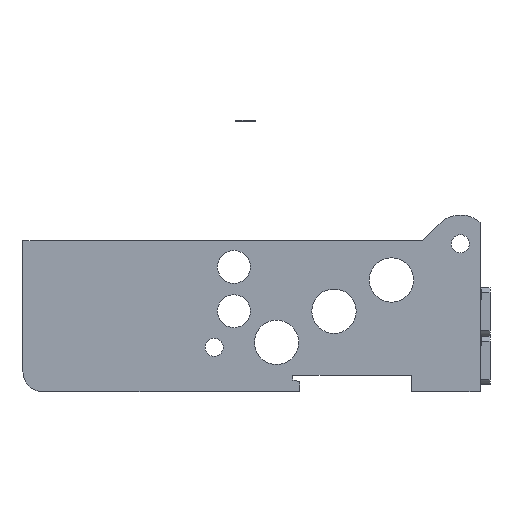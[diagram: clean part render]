
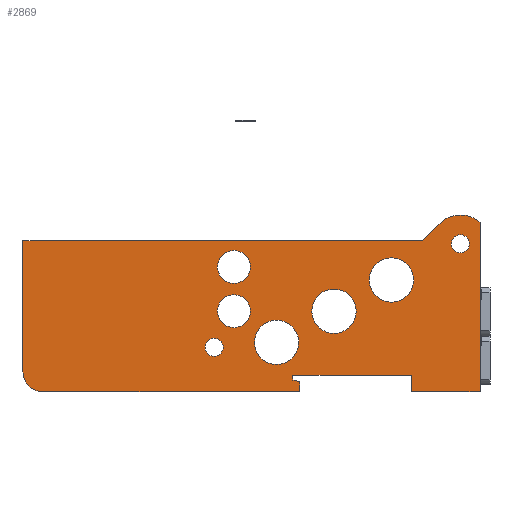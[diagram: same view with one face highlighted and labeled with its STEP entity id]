
A CAD part, front view. The second image highlights one B-rep face of the part: STEP entity #2869.
In plain terms, the highlighted planar face has unit normal (0, -1, 0).
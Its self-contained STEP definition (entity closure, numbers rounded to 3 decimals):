
#1231=CARTESIAN_POINT('',(0.,-9.5,51.437));
#1232=VERTEX_POINT('',#1231);
#1239=CARTESIAN_POINT('',(0.0,-9.5,0.0));
#1240=VERTEX_POINT('',#1239);
#1241=CARTESIAN_POINT('',(0.0,-9.5,51.437));
#1242=DIRECTION('',(0.0,0.0,-1.0));
#1243=VECTOR('',#1242,51.437);
#1244=LINE('',#1241,#1243);
#1245=EDGE_CURVE('',#1232,#1240,#1244,.T.);
#2516=CARTESIAN_POINT('',(-3.25,-9.5,45.0));
#2517=VERTEX_POINT('',#2516);
#2518=CARTESIAN_POINT('',(-6.,-9.5,45.0));
#2519=DIRECTION('',(0.0,1.0,0.0));
#2520=DIRECTION('',(1.0,0.0,0.0));
#2521=AXIS2_PLACEMENT_3D('',#2518,#2519,#2520);
#2522=CIRCLE('',#2521,2.75);
#2523=EDGE_CURVE('',#2517,#2517,#2522,.T.);
#2565=CARTESIAN_POINT('',(-78.25,-9.5,13.5));
#2566=VERTEX_POINT('',#2565);
#2567=CARTESIAN_POINT('',(-81.0,-9.5,13.5));
#2568=DIRECTION('',(0.0,1.0,0.0));
#2569=DIRECTION('',(1.0,0.0,0.0));
#2570=AXIS2_PLACEMENT_3D('',#2567,#2568,#2569);
#2571=CIRCLE('',#2570,2.75);
#2572=EDGE_CURVE('',#2566,#2566,#2571,.T.);
#2592=CARTESIAN_POINT('',(-55.0,-9.5,3.));
#2593=VERTEX_POINT('',#2592);
#2600=CARTESIAN_POINT('',(-55.0,-9.5,0.));
#2601=VERTEX_POINT('',#2600);
#2602=CARTESIAN_POINT('',(-55.0,-9.5,0.));
#2603=DIRECTION('',(0.0,0.0,1.0));
#2604=VECTOR('',#2603,3.0);
#2605=LINE('',#2602,#2604);
#2606=EDGE_CURVE('',#2601,#2593,#2605,.T.);
#2632=CARTESIAN_POINT('',(-21.,-9.5,0.));
#2633=VERTEX_POINT('',#2632);
#2640=CARTESIAN_POINT('',(-21.0,-9.5,5.));
#2641=VERTEX_POINT('',#2640);
#2642=CARTESIAN_POINT('',(-21.0,-9.5,5.));
#2643=DIRECTION('',(0.0,0.0,-1.0));
#2644=VECTOR('',#2643,5.);
#2645=LINE('',#2642,#2644);
#2646=EDGE_CURVE('',#2641,#2633,#2645,.T.);
#2671=CARTESIAN_POINT('',(-57.0,-9.5,5.));
#2672=VERTEX_POINT('',#2671);
#2673=CARTESIAN_POINT('',(-57.0,-9.5,5.));
#2674=DIRECTION('',(1.0,0.0,0.0));
#2675=VECTOR('',#2674,36.0);
#2676=LINE('',#2673,#2675);
#2677=EDGE_CURVE('',#2672,#2641,#2676,.T.);
#2702=CARTESIAN_POINT('',(-57.0,-9.5,3.536));
#2703=VERTEX_POINT('',#2702);
#2704=CARTESIAN_POINT('',(-57.0,-9.5,3.536));
#2705=DIRECTION('',(0.0,0.0,1.0));
#2706=VECTOR('',#2705,1.464);
#2707=LINE('',#2704,#2706);
#2708=EDGE_CURVE('',#2703,#2672,#2707,.T.);
#2731=CARTESIAN_POINT('',(-55.0,-9.5,3.));
#2732=DIRECTION('',(-0.966,0.0,0.259));
#2733=VECTOR('',#2732,2.071);
#2734=LINE('',#2731,#2733);
#2735=EDGE_CURVE('',#2593,#2703,#2734,.T.);
#2741=CARTESIAN_POINT('',(-8.227,-9.5,42.684));
#2742=DIRECTION('',(0.0,1.0,0.0));
#2743=DIRECTION('',(0.0,0.0,1.0));
#2744=AXIS2_PLACEMENT_3D('',#2741,#2742,#2743);
#2745=PLANE('',#2744);
#2746=ORIENTED_EDGE('',*,*,#2606,.T.);
#2747=ORIENTED_EDGE('',*,*,#2735,.T.);
#2748=ORIENTED_EDGE('',*,*,#2708,.T.);
#2749=ORIENTED_EDGE('',*,*,#2677,.T.);
#2750=ORIENTED_EDGE('',*,*,#2646,.T.);
#2751=CARTESIAN_POINT('',(0.0,-9.5,0.0));
#2752=DIRECTION('',(-1.0,0.0,0.0));
#2753=VECTOR('',#2752,21.);
#2754=LINE('',#2751,#2753);
#2755=EDGE_CURVE('',#1240,#2633,#2754,.T.);
#2756=ORIENTED_EDGE('',*,*,#2755,.F.);
#2757=ORIENTED_EDGE('',*,*,#1245,.F.);
#2758=CARTESIAN_POINT('',(-12.223,-9.5,51.223));
#2759=VERTEX_POINT('',#2758);
#2760=CARTESIAN_POINT('',(-6.,-9.5,45.0));
#2761=DIRECTION('',(0.0,1.0,0.0));
#2762=DIRECTION('',(-0.707,0.0,0.707));
#2763=AXIS2_PLACEMENT_3D('',#2760,#2761,#2762);
#2764=CIRCLE('',#2763,8.8);
#2765=EDGE_CURVE('',#2759,#1232,#2764,.T.);
#2766=ORIENTED_EDGE('',*,*,#2765,.F.);
#2767=CARTESIAN_POINT('',(-17.445,-9.5,46.));
#2768=VERTEX_POINT('',#2767);
#2769=CARTESIAN_POINT('',(-17.445,-9.5,46.));
#2770=DIRECTION('',(0.707,0.0,0.707));
#2771=VECTOR('',#2770,7.386);
#2772=LINE('',#2769,#2771);
#2773=EDGE_CURVE('',#2768,#2759,#2772,.T.);
#2774=ORIENTED_EDGE('',*,*,#2773,.F.);
#2775=CARTESIAN_POINT('',(-139.2,-9.5,46.));
#2776=VERTEX_POINT('',#2775);
#2777=CARTESIAN_POINT('',(-139.2,-9.5,46.));
#2778=DIRECTION('',(1.0,0.0,0.0));
#2779=VECTOR('',#2778,121.755);
#2780=LINE('',#2777,#2779);
#2781=EDGE_CURVE('',#2776,#2768,#2780,.T.);
#2782=ORIENTED_EDGE('',*,*,#2781,.F.);
#2783=CARTESIAN_POINT('',(-139.2,-9.5,6.));
#2784=VERTEX_POINT('',#2783);
#2785=CARTESIAN_POINT('',(-139.2,-9.5,6.));
#2786=DIRECTION('',(0.0,0.0,1.0));
#2787=VECTOR('',#2786,40.);
#2788=LINE('',#2785,#2787);
#2789=EDGE_CURVE('',#2784,#2776,#2788,.T.);
#2790=ORIENTED_EDGE('',*,*,#2789,.F.);
#2791=CARTESIAN_POINT('',(-133.2,-9.5,0.));
#2792=VERTEX_POINT('',#2791);
#2793=CARTESIAN_POINT('',(-133.2,-9.5,6.));
#2794=DIRECTION('',(0.0,1.0,0.0));
#2795=DIRECTION('',(0.0,0.0,-1.0));
#2796=AXIS2_PLACEMENT_3D('',#2793,#2794,#2795);
#2797=CIRCLE('',#2796,6.);
#2798=EDGE_CURVE('',#2792,#2784,#2797,.T.);
#2799=ORIENTED_EDGE('',*,*,#2798,.F.);
#2800=CARTESIAN_POINT('',(-55.0,-9.5,0.));
#2801=DIRECTION('',(-1.0,0.0,0.0));
#2802=VECTOR('',#2801,78.2);
#2803=LINE('',#2800,#2802);
#2804=EDGE_CURVE('',#2601,#2792,#2803,.T.);
#2805=ORIENTED_EDGE('',*,*,#2804,.F.);
#2806=EDGE_LOOP('',(#2746,#2747,#2748,#2749,#2750,#2756,#2757,#2766,#2774,#2782,#2790,#2799,#2805));
#2807=FACE_OUTER_BOUND('',#2806,.T.);
#2808=ORIENTED_EDGE('',*,*,#2523,.T.);
#2809=EDGE_LOOP('',(#2808));
#2810=FACE_BOUND('',#2809,.T.);
#2811=ORIENTED_EDGE('',*,*,#2572,.T.);
#2812=EDGE_LOOP('',(#2811));
#2813=FACE_BOUND('',#2812,.T.);
#2814=CARTESIAN_POINT('',(-68.75,-9.5,15.0));
#2815=VERTEX_POINT('',#2814);
#2816=CARTESIAN_POINT('',(-62.0,-9.5,15.0));
#2817=DIRECTION('',(0.0,1.0,0.0));
#2818=DIRECTION('',(1.0,0.0,0.0));
#2819=AXIS2_PLACEMENT_3D('',#2816,#2817,#2818);
#2820=CIRCLE('',#2819,6.75);
#2821=EDGE_CURVE('',#2815,#2815,#2820,.T.);
#2822=ORIENTED_EDGE('',*,*,#2821,.T.);
#2823=EDGE_LOOP('',(#2822));
#2824=FACE_BOUND('',#2823,.T.);
#2825=CARTESIAN_POINT('',(-51.25,-9.5,24.5));
#2826=VERTEX_POINT('',#2825);
#2827=CARTESIAN_POINT('',(-44.5,-9.5,24.5));
#2828=DIRECTION('',(0.0,1.0,0.0));
#2829=DIRECTION('',(1.0,0.0,0.0));
#2830=AXIS2_PLACEMENT_3D('',#2827,#2828,#2829);
#2831=CIRCLE('',#2830,6.75);
#2832=EDGE_CURVE('',#2826,#2826,#2831,.T.);
#2833=ORIENTED_EDGE('',*,*,#2832,.T.);
#2834=EDGE_LOOP('',(#2833));
#2835=FACE_BOUND('',#2834,.T.);
#2836=CARTESIAN_POINT('',(-33.75,-9.5,34.0));
#2837=VERTEX_POINT('',#2836);
#2838=CARTESIAN_POINT('',(-27.0,-9.5,34.0));
#2839=DIRECTION('',(0.0,1.0,0.0));
#2840=DIRECTION('',(1.0,0.0,0.0));
#2841=AXIS2_PLACEMENT_3D('',#2838,#2839,#2840);
#2842=CIRCLE('',#2841,6.75);
#2843=EDGE_CURVE('',#2837,#2837,#2842,.T.);
#2844=ORIENTED_EDGE('',*,*,#2843,.T.);
#2845=EDGE_LOOP('',(#2844));
#2846=FACE_BOUND('',#2845,.T.);
#2847=CARTESIAN_POINT('',(-80.0,-9.5,38.0));
#2848=VERTEX_POINT('',#2847);
#2849=CARTESIAN_POINT('',(-75.0,-9.5,38.0));
#2850=DIRECTION('',(0.0,1.0,0.0));
#2851=DIRECTION('',(1.0,0.0,0.0));
#2852=AXIS2_PLACEMENT_3D('',#2849,#2850,#2851);
#2853=CIRCLE('',#2852,5.0);
#2854=EDGE_CURVE('',#2848,#2848,#2853,.T.);
#2855=ORIENTED_EDGE('',*,*,#2854,.T.);
#2856=EDGE_LOOP('',(#2855));
#2857=FACE_BOUND('',#2856,.T.);
#2858=CARTESIAN_POINT('',(-80.0,-9.5,24.5));
#2859=VERTEX_POINT('',#2858);
#2860=CARTESIAN_POINT('',(-75.0,-9.5,24.5));
#2861=DIRECTION('',(0.0,1.0,0.0));
#2862=DIRECTION('',(1.0,0.0,0.0));
#2863=AXIS2_PLACEMENT_3D('',#2860,#2861,#2862);
#2864=CIRCLE('',#2863,5.0);
#2865=EDGE_CURVE('',#2859,#2859,#2864,.T.);
#2866=ORIENTED_EDGE('',*,*,#2865,.T.);
#2867=EDGE_LOOP('',(#2866));
#2868=FACE_BOUND('',#2867,.T.);
#2869=ADVANCED_FACE('',(#2807,#2810,#2813,#2824,#2835,#2846,#2857,#2868),#2745,.F.);
